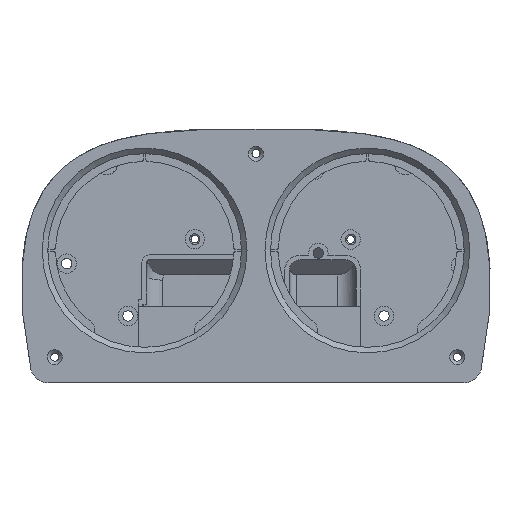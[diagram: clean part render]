
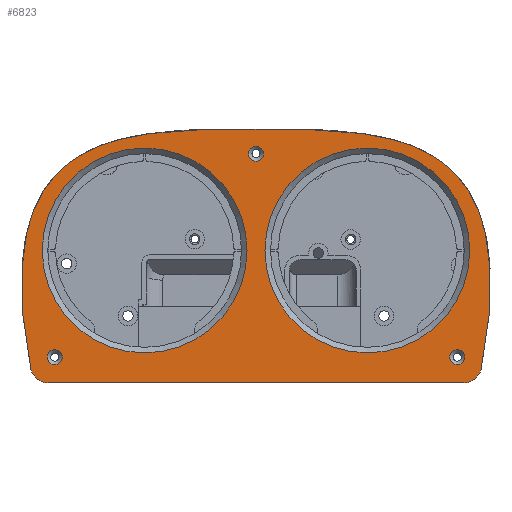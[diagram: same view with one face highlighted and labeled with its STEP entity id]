
A CAD part, front view. The second image highlights one B-rep face of the part: STEP entity #6823.
In plain terms, the highlighted planar face has unit normal (0, -1, 0).
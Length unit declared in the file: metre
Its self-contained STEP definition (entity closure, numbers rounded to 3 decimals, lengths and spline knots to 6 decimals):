
#290=CIRCLE('',#7398,0.008);
#291=CIRCLE('',#7399,0.008);
#292=CIRCLE('',#7400,0.046);
#293=CIRCLE('',#7401,0.00336);
#294=CIRCLE('',#7402,0.00336);
#295=CIRCLE('',#7403,0.046);
#296=CIRCLE('',#7404,0.00336);
#618=B_SPLINE_CURVE_WITH_KNOTS('',3,(#12542,#12543,#12544,#12545,#12546,
#12547),.UNSPECIFIED.,.F.,.F.,(4,1,1,4),(0.,0.336259,0.647919,
1.),.UNSPECIFIED.);
#619=B_SPLINE_CURVE_WITH_KNOTS('',3,(#12549,#12550,#12551,#12552,#12553,
#12554),.UNSPECIFIED.,.F.,.F.,(4,1,1,4),(0.,0.336259,0.647919,
1.),.UNSPECIFIED.);
#1628=ORIENTED_EDGE('',*,*,#3132,.T.);
#1629=ORIENTED_EDGE('',*,*,#3131,.F.);
#1630=ORIENTED_EDGE('',*,*,#3133,.T.);
#1631=ORIENTED_EDGE('',*,*,#3127,.F.);
#1632=ORIENTED_EDGE('',*,*,#3134,.F.);
#1633=ORIENTED_EDGE('',*,*,#3135,.T.);
#1634=ORIENTED_EDGE('',*,*,#3136,.T.);
#1635=ORIENTED_EDGE('',*,*,#3137,.T.);
#1636=ORIENTED_EDGE('',*,*,#3138,.F.);
#1637=ORIENTED_EDGE('',*,*,#3139,.F.);
#3127=EDGE_CURVE('',#3953,#3950,#4602,.T.);
#3131=EDGE_CURVE('',#3957,#3955,#618,.T.);
#3132=EDGE_CURVE('',#3958,#3955,#619,.T.);
#3133=EDGE_CURVE('',#3957,#3950,#290,.T.);
#3134=EDGE_CURVE('',#3958,#3953,#291,.T.);
#3135=EDGE_CURVE('',#3959,#3959,#292,.F.);
#3136=EDGE_CURVE('',#3960,#3960,#293,.T.);
#3137=EDGE_CURVE('',#3961,#3961,#294,.T.);
#3138=EDGE_CURVE('',#3962,#3962,#295,.F.);
#3139=EDGE_CURVE('',#3963,#3963,#296,.T.);
#3950=VERTEX_POINT('',#12495);
#3953=VERTEX_POINT('',#12500);
#3955=VERTEX_POINT('',#12532);
#3957=VERTEX_POINT('',#12541);
#3958=VERTEX_POINT('',#12555);
#3959=VERTEX_POINT('',#12559);
#3960=VERTEX_POINT('',#12561);
#3961=VERTEX_POINT('',#12563);
#3962=VERTEX_POINT('',#12565);
#3963=VERTEX_POINT('',#12567);
#4602=LINE('',#12501,#5133);
#5133=VECTOR('',#8646,1.);
#5594=EDGE_LOOP('',(#1628,#1629,#1630,#1631,#1632));
#5595=EDGE_LOOP('',(#1633));
#5596=EDGE_LOOP('',(#1634));
#5597=EDGE_LOOP('',(#1635));
#5598=EDGE_LOOP('',(#1636));
#5599=EDGE_LOOP('',(#1637));
#6144=FACE_BOUND('',#5594,.T.);
#6145=FACE_BOUND('',#5595,.T.);
#6146=FACE_BOUND('',#5596,.T.);
#6147=FACE_BOUND('',#5597,.T.);
#6148=FACE_BOUND('',#5598,.T.);
#6149=FACE_BOUND('',#5599,.T.);
#6572=PLANE('',#7397);
#6823=ADVANCED_FACE('',(#6144,#6145,#6146,#6147,#6148,#6149),#6572,.T.);
#7397=AXIS2_PLACEMENT_3D('',#12548,#8649,#8650);
#7398=AXIS2_PLACEMENT_3D('',#12556,#8651,#8652);
#7399=AXIS2_PLACEMENT_3D('',#12557,#8653,#8654);
#7400=AXIS2_PLACEMENT_3D('',#12558,#8655,#8656);
#7401=AXIS2_PLACEMENT_3D('',#12560,#8657,#8658);
#7402=AXIS2_PLACEMENT_3D('',#12562,#8659,#8660);
#7403=AXIS2_PLACEMENT_3D('',#12564,#8661,#8662);
#7404=AXIS2_PLACEMENT_3D('',#12566,#8663,#8664);
#8646=DIRECTION('',(-1.,0.,0.));
#8649=DIRECTION('',(0.,-1.,0.));
#8650=DIRECTION('',(1.,0.,0.));
#8651=DIRECTION('',(0.,-1.,0.));
#8652=DIRECTION('',(0.,0.,-1.));
#8653=DIRECTION('',(0.,1.,0.));
#8654=DIRECTION('',(0.,0.,-1.));
#8655=DIRECTION('',(0.,-1.,0.));
#8656=DIRECTION('',(0.,0.,-1.));
#8657=DIRECTION('',(0.,1.,0.));
#8658=DIRECTION('',(0.,0.,1.));
#8659=DIRECTION('',(0.,1.,0.));
#8660=DIRECTION('',(0.,0.,1.));
#8661=DIRECTION('',(0.,1.,0.));
#8662=DIRECTION('',(0.,0.,-1.));
#8663=DIRECTION('',(0.,-1.,0.));
#8664=DIRECTION('',(0.,0.,1.));
#12495=CARTESIAN_POINT('',(-0.093278,0.,0.));
#12500=CARTESIAN_POINT('',(0.093278,0.,0.));
#12501=CARTESIAN_POINT('',(-0.049647,0.,0.));
#12532=CARTESIAN_POINT('',(0.,0.,0.114028));
#12541=CARTESIAN_POINT('',(-0.101064,0.,0.00616));
#12542=CARTESIAN_POINT('',(-0.099293,0.,0.));
#12543=CARTESIAN_POINT('',(-0.102815,0.,0.009519));
#12544=CARTESIAN_POINT('',(-0.112381,0.,0.069562));
#12545=CARTESIAN_POINT('',(-0.075559,0.,0.115663));
#12546=CARTESIAN_POINT('',(-0.017503,0.,0.114028));
#12547=CARTESIAN_POINT('',(0.,0.,0.114028));
#12548=CARTESIAN_POINT('',(-0.056191,0.,0.057832));
#12549=CARTESIAN_POINT('',(0.099293,0.,0.));
#12550=CARTESIAN_POINT('',(0.102815,0.,0.009519));
#12551=CARTESIAN_POINT('',(0.112381,0.,0.069562));
#12552=CARTESIAN_POINT('',(0.075559,0.,0.115663));
#12553=CARTESIAN_POINT('',(0.017503,0.,0.114028));
#12554=CARTESIAN_POINT('',(0.,0.,0.114028));
#12555=CARTESIAN_POINT('',(0.101064,0.,0.00616));
#12556=CARTESIAN_POINT('',(-0.093278,0.,0.008));
#12557=CARTESIAN_POINT('',(0.093278,0.,0.008));
#12558=CARTESIAN_POINT('',(-0.05,0.,0.0595));
#12559=CARTESIAN_POINT('',(-0.05,0.,0.0135));
#12560=CARTESIAN_POINT('',(-0.090386,0.,0.0116));
#12561=CARTESIAN_POINT('',(-0.090386,0.,0.01496));
#12562=CARTESIAN_POINT('',(0.,0.,0.102928));
#12563=CARTESIAN_POINT('',(0.,0.,0.106288));
#12564=CARTESIAN_POINT('',(0.05,0.,0.0595));
#12565=CARTESIAN_POINT('',(0.05,0.,0.0135));
#12566=CARTESIAN_POINT('',(0.090386,0.,0.0116));
#12567=CARTESIAN_POINT('',(0.090386,0.,0.01496));
